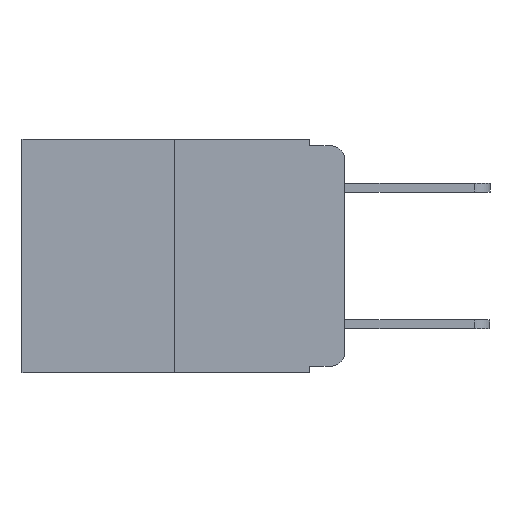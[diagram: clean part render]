
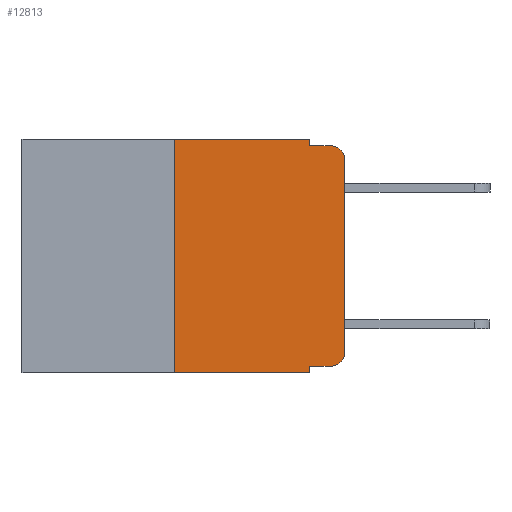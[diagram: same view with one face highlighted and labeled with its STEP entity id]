
A CAD part, left-side view. The second image highlights one B-rep face of the part: STEP entity #12813.
In plain terms, the highlighted planar face has unit normal (-1, 0, 0).
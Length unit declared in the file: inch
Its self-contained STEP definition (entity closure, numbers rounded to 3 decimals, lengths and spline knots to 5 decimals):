
#225 = LINE ( 'NONE', #409, #13185 ) ;
#236 = VERTEX_POINT ( 'NONE', #6509 ) ;
#409 = CARTESIAN_POINT ( 'NONE',  ( 0., 0.473, -0.343 ) ) ;
#420 = CARTESIAN_POINT ( 'NONE',  ( 0., 0.02, -0.333 ) ) ;
#438 = EDGE_CURVE ( 'NONE', #3632, #7642, #3532, .T. ) ;
#804 = EDGE_LOOP ( 'NONE', ( #14088, #14483, #14520, #14619, #14648, #2112, #905, #11547, #2400, #2451 ) ) ;
#898 = DIRECTION ( 'NONE',  ( -1., 0., 0. ) ) ;
#905 = ORIENTED_EDGE ( 'NONE', *, *, #6303, .T. ) ;
#1524 = CIRCLE ( 'NONE', #12191, 0.02 ) ;
#1989 = PLANE ( 'NONE',  #6402 ) ;
#2112 = ORIENTED_EDGE ( 'NONE', *, *, #438, .F. ) ;
#2352 = EDGE_CURVE ( 'NONE', #3495, #3292, #9609, .T. ) ;
#2400 = ORIENTED_EDGE ( 'NONE', *, *, #12601, .T. ) ;
#2451 = ORIENTED_EDGE ( 'NONE', *, *, #10337, .T. ) ;
#2820 = CARTESIAN_POINT ( 'NONE',  ( 0., 0.473, 0. ) ) ;
#3081 = VECTOR ( 'NONE', #13657, 39.37008 ) ;
#3292 = VERTEX_POINT ( 'NONE', #13413 ) ;
#3426 = DIRECTION ( 'NONE',  ( 1., 0., 0. ) ) ;
#3495 = VERTEX_POINT ( 'NONE', #15502 ) ;
#3532 = LINE ( 'NONE', #7429, #3081 ) ;
#3632 = VERTEX_POINT ( 'NONE', #9994 ) ;
#4237 = EDGE_CURVE ( 'NONE', #3292, #7324, #6226, .T. ) ;
#4277 = VECTOR ( 'NONE', #9966, 39.37008 ) ;
#4417 = DIRECTION ( 'NONE',  ( -1., 0., 0. ) ) ;
#4719 = VERTEX_POINT ( 'NONE', #7704 ) ;
#4771 = CARTESIAN_POINT ( 'NONE',  ( 0., 0.473, 0. ) ) ;
#4827 = DIRECTION ( 'NONE',  ( 0., -1., 0. ) ) ;
#5288 = LINE ( 'NONE', #2820, #5715 ) ;
#5533 = DIRECTION ( 'NONE',  ( 0., -1., 0. ) ) ;
#5715 = VECTOR ( 'NONE', #13684, 39.37008 ) ;
#5821 = VERTEX_POINT ( 'NONE', #420 ) ;
#5915 = VERTEX_POINT ( 'NONE', #7512 ) ;
#6170 = CARTESIAN_POINT ( 'NONE',  ( 0., 0.051, 0. ) ) ;
#6226 = LINE ( 'NONE', #13651, #9033 ) ;
#6303 = EDGE_CURVE ( 'NONE', #3632, #5915, #225, .T. ) ;
#6402 = AXIS2_PLACEMENT_3D ( 'NONE', #4771, #3426, #12020 ) ;
#6464 = VECTOR ( 'NONE', #15515, 39.37008 ) ;
#6509 = CARTESIAN_POINT ( 'NONE',  ( 0., 0.051, -0.333 ) ) ;
#6917 = EDGE_CURVE ( 'NONE', #13831, #7324, #1524, .T. ) ;
#7324 = VERTEX_POINT ( 'NONE', #11663 ) ;
#7395 = DIRECTION ( 'NONE',  ( 0., 0., -1. ) ) ;
#7429 = CARTESIAN_POINT ( 'NONE',  ( 0., 0.25, 0. ) ) ;
#7512 = CARTESIAN_POINT ( 'NONE',  ( 0., 0.051, -0.343 ) ) ;
#7642 = VERTEX_POINT ( 'NONE', #12156 ) ;
#7704 = CARTESIAN_POINT ( 'NONE',  ( 0., 0., -0.313 ) ) ;
#7721 = EDGE_CURVE ( 'NONE', #4719, #13831, #14085, .T. ) ;
#8435 = DIRECTION ( 'NONE',  ( 0., -1., 0. ) ) ;
#8552 = CARTESIAN_POINT ( 'NONE',  ( 0., 0.051, -0.333 ) ) ;
#8807 = CARTESIAN_POINT ( 'NONE',  ( 0., 0., 0. ) ) ;
#8829 = CARTESIAN_POINT ( 'NONE',  ( 0., 0.02, -0.03 ) ) ;
#9033 = VECTOR ( 'NONE', #5533, 39.37008 ) ;
#9609 = LINE ( 'NONE', #13512, #6464 ) ;
#9956 = LINE ( 'NONE', #8552, #15175 ) ;
#9966 = DIRECTION ( 'NONE',  ( 0., 0., 1. ) ) ;
#9990 = DIRECTION ( 'NONE',  ( 0., 0., -1. ) ) ;
#9994 = CARTESIAN_POINT ( 'NONE',  ( 0., 0.25, -0.343 ) ) ;
#10242 = EDGE_CURVE ( 'NONE', #7642, #3495, #5288, .T. ) ;
#10337 = EDGE_CURVE ( 'NONE', #5821, #4719, #10537, .T. ) ;
#10537 = CIRCLE ( 'NONE', #14681, 0.02 ) ;
#10716 = CARTESIAN_POINT ( 'NONE',  ( 0., 0., -0.03 ) ) ;
#11547 = ORIENTED_EDGE ( 'NONE', *, *, #14792, .F. ) ;
#11663 = CARTESIAN_POINT ( 'NONE',  ( 0., 0.02, -0.01 ) ) ;
#11672 = CARTESIAN_POINT ( 'NONE',  ( 0., 0.02, -0.313 ) ) ;
#12020 = DIRECTION ( 'NONE',  ( 0., 0., -1. ) ) ;
#12156 = CARTESIAN_POINT ( 'NONE',  ( 0., 0.25, 0. ) ) ;
#12191 = AXIS2_PLACEMENT_3D ( 'NONE', #8829, #898, #9990 ) ;
#12601 = EDGE_CURVE ( 'NONE', #236, #5821, #9956, .T. ) ;
#12783 = DIRECTION ( 'NONE',  ( 0., 0., -1. ) ) ;
#12813 = ADVANCED_FACE ( 'NONE', ( #14285 ), #1989, .F. ) ;
#13185 = VECTOR ( 'NONE', #8435, 39.37008 ) ;
#13413 = CARTESIAN_POINT ( 'NONE',  ( 0., 0.051, -0.01 ) ) ;
#13512 = CARTESIAN_POINT ( 'NONE',  ( 0., 0.051, 0. ) ) ;
#13651 = CARTESIAN_POINT ( 'NONE',  ( 0., 0.051, -0.01 ) ) ;
#13657 = DIRECTION ( 'NONE',  ( 0., 0., 1. ) ) ;
#13684 = DIRECTION ( 'NONE',  ( 0., -1., 0. ) ) ;
#13831 = VERTEX_POINT ( 'NONE', #10716 ) ;
#14085 = LINE ( 'NONE', #8807, #4277 ) ;
#14088 = ORIENTED_EDGE ( 'NONE', *, *, #7721, .T. ) ;
#14285 = FACE_OUTER_BOUND ( 'NONE', #804, .T. ) ;
#14483 = ORIENTED_EDGE ( 'NONE', *, *, #6917, .T. ) ;
#14520 = ORIENTED_EDGE ( 'NONE', *, *, #4237, .F. ) ;
#14619 = ORIENTED_EDGE ( 'NONE', *, *, #2352, .F. ) ;
#14648 = ORIENTED_EDGE ( 'NONE', *, *, #10242, .F. ) ;
#14681 = AXIS2_PLACEMENT_3D ( 'NONE', #11672, #4417, #12783 ) ;
#14792 = EDGE_CURVE ( 'NONE', #236, #5915, #15319, .T. ) ;
#14965 = VECTOR ( 'NONE', #7395, 39.37008 ) ;
#15175 = VECTOR ( 'NONE', #4827, 39.37008 ) ;
#15319 = LINE ( 'NONE', #6170, #14965 ) ;
#15502 = CARTESIAN_POINT ( 'NONE',  ( 0., 0.051, 0. ) ) ;
#15515 = DIRECTION ( 'NONE',  ( 0., 0., -1. ) ) ;
